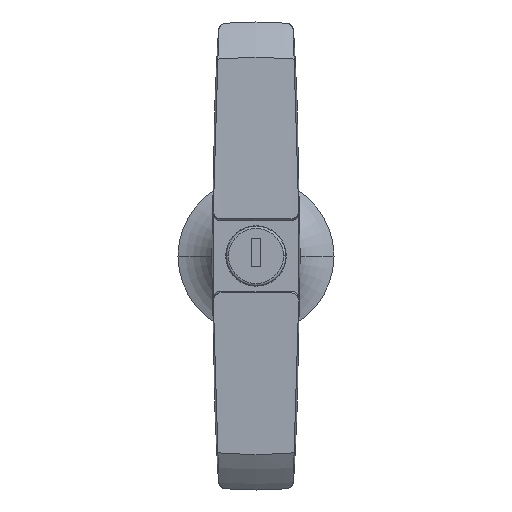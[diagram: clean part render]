
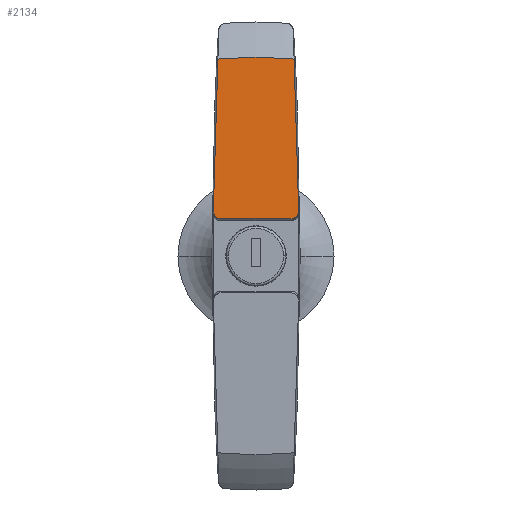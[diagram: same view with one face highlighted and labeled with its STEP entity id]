
A CAD part, top view. The second image highlights one B-rep face of the part: STEP entity #2134.
In plain terms, the highlighted cylindrical face has radius 1000 mm (diameter 2000 mm), a partial arc.
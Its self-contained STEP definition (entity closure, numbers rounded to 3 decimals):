
#4 = CARTESIAN_POINT ( 'NONE',  ( 11.25, 0., -1000. ) ) ;
#42 = CARTESIAN_POINT ( 'NONE',  ( 8.965, -9.478, -0.045 ) ) ;
#182 = CARTESIAN_POINT ( 'NONE',  ( 0., -51.174, -1.31 ) ) ;
#295 = B_SPLINE_CURVE_WITH_KNOTS ( 'NONE', 3,
 ( #1208, #5963, #5141, #4323 ),
 .UNSPECIFIED., .F., .F.,
 ( 4, 4 ),
 ( 0.064, 0.102 ),
 .UNSPECIFIED. ) ;
#298 = LINE ( 'NONE', #7505, #465 ) ;
#312 = CARTESIAN_POINT ( 'NONE',  ( 8.965, -9.478, -0.045 ) ) ;
#361 = CARTESIAN_POINT ( 'NONE',  ( -10.925, -11.419, -0.065 ) ) ;
#400 = CARTESIAN_POINT ( 'NONE',  ( 9.765, -50.476, -1.275 ) ) ;
#465 = VECTOR ( 'NONE', #6672, 1000. ) ;
#495 = CARTESIAN_POINT ( 'NONE',  ( 10.716, -10.622, -0.056 ) ) ;
#552 = CARTESIAN_POINT ( 'NONE',  ( -9.506, -9.556, -0.046 ) ) ;
#624 = ORIENTED_EDGE ( 'NONE', *, *, #4794, .T. ) ;
#675 = VERTEX_POINT ( 'NONE', #7096 ) ;
#1004 = CARTESIAN_POINT ( 'NONE',  ( 6.51, -50.826, -1.292 ) ) ;
#1090 = B_SPLINE_CURVE_WITH_KNOTS ( 'NONE', 3,
 ( #3033, #2204, #1371, #552, #7774, #6940, #6122, #5303, #4479, #3668, #2840, #2008, #1174, #361, #7574, #6740 ),
 .UNSPECIFIED., .F., .F.,
 ( 4, 2, 2, 2, 2, 2, 2, 4 ),
 ( 0., 0., 0.001, 0.002, 0.002, 0.002, 0.003, 0.003 ),
 .UNSPECIFIED. ) ;
#1121 = CARTESIAN_POINT ( 'NONE',  ( 9.104, -9.478, -0.045 ) ) ;
#1174 = CARTESIAN_POINT ( 'NONE',  ( -10.883, -11.148, -0.062 ) ) ;
#1208 = CARTESIAN_POINT ( 'NONE',  ( -10.934, -11.694, -0.068 ) ) ;
#1234 = ORIENTED_EDGE ( 'NONE', *, *, #2663, .T. ) ;
#1314 = CARTESIAN_POINT ( 'NONE',  ( 10.895, -11.146, -0.062 ) ) ;
#1371 = CARTESIAN_POINT ( 'NONE',  ( -9.24, -9.493, -0.045 ) ) ;
#1818 = EDGE_CURVE ( 'NONE', #5228, #5630, #2734, .T. ) ;
#1827 = CARTESIAN_POINT ( 'NONE',  ( 9.765, -50.476, -1.275 ) ) ;
#1938 = EDGE_CURVE ( 'NONE', #5630, #2761, #6436, .T. ) ;
#1949 = CARTESIAN_POINT ( 'NONE',  ( 9.243, -9.494, -0.045 ) ) ;
#2008 = CARTESIAN_POINT ( 'NONE',  ( -10.85, -11.014, -0.061 ) ) ;
#2134 = ADVANCED_FACE ( 'NONE', ( #3449 ), #3649, .T. ) ;
#2154 = CARTESIAN_POINT ( 'NONE',  ( 10.937, -11.417, -0.065 ) ) ;
#2204 = CARTESIAN_POINT ( 'NONE',  ( -9.104, -9.478, -0.045 ) ) ;
#2425 = ORIENTED_EDGE ( 'NONE', *, *, #1818, .T. ) ;
#2591 = AXIS2_PLACEMENT_3D ( 'NONE', #4, #7218, #6400 ) ;
#2663 = EDGE_CURVE ( 'NONE', #6458, #675, #295, .T. ) ;
#2734 = B_SPLINE_CURVE_WITH_KNOTS ( 'NONE', 3,
 ( #6641, #5833, #4999, #4188 ),
 .UNSPECIFIED., .F., .F.,
 ( 4, 4 ),
 ( 0.001, 0.04 ),
 .UNSPECIFIED. ) ;
#2761 = VERTEX_POINT ( 'NONE', #42 ) ;
#2790 = CARTESIAN_POINT ( 'NONE',  ( 9.51, -9.557, -0.046 ) ) ;
#2840 = CARTESIAN_POINT ( 'NONE',  ( -10.761, -10.753, -0.058 ) ) ;
#2844 = EDGE_CURVE ( 'NONE', #2761, #7259, #298, .T. ) ;
#3033 = CARTESIAN_POINT ( 'NONE',  ( -8.965, -9.478, -0.045 ) ) ;
#3303 = EDGE_CURVE ( 'NONE', #5228, #675, #7761, .T. ) ;
#3449 = FACE_OUTER_BOUND ( 'NONE', #4510, .T. ) ;
#3614 = CARTESIAN_POINT ( 'NONE',  ( 9.639, -9.603, -0.046 ) ) ;
#3649 = CYLINDRICAL_SURFACE ( 'NONE', #2591, 1000. ) ;
#3668 = CARTESIAN_POINT ( 'NONE',  ( -10.705, -10.628, -0.056 ) ) ;
#3805 = CARTESIAN_POINT ( 'NONE',  ( 10.934, -11.694, -0.068 ) ) ;
#4188 = CARTESIAN_POINT ( 'NONE',  ( 10.934, -11.694, -0.068 ) ) ;
#4261 = ORIENTED_EDGE ( 'NONE', *, *, #1938, .T. ) ;
#4262 = CARTESIAN_POINT ( 'NONE',  ( -10.934, -11.694, -0.068 ) ) ;
#4323 = CARTESIAN_POINT ( 'NONE',  ( -9.765, -50.476, -1.275 ) ) ;
#4430 = CARTESIAN_POINT ( 'NONE',  ( 9.887, -9.724, -0.047 ) ) ;
#4471 = CARTESIAN_POINT ( 'NONE',  ( 10.934, -11.694, -0.068 ) ) ;
#4479 = CARTESIAN_POINT ( 'NONE',  ( -10.571, -10.388, -0.054 ) ) ;
#4510 = EDGE_LOOP ( 'NONE', ( #2425, #4261, #5021, #624, #1234, #4840 ) ) ;
#4794 = EDGE_CURVE ( 'NONE', #7259, #6458, #1090, .T. ) ;
#4840 = ORIENTED_EDGE ( 'NONE', *, *, #3303, .F. ) ;
#4999 = CARTESIAN_POINT ( 'NONE',  ( 10.787, -24.621, -0.22 ) ) ;
#5021 = ORIENTED_EDGE ( 'NONE', *, *, #2844, .T. ) ;
#5141 = CARTESIAN_POINT ( 'NONE',  ( -10.398, -37.549, -0.621 ) ) ;
#5228 = VERTEX_POINT ( 'NONE', #400 ) ;
#5253 = CARTESIAN_POINT ( 'NONE',  ( 10.004, -9.799, -0.048 ) ) ;
#5303 = CARTESIAN_POINT ( 'NONE',  ( -10.492, -10.273, -0.053 ) ) ;
#5630 = VERTEX_POINT ( 'NONE', #4471 ) ;
#5833 = CARTESIAN_POINT ( 'NONE',  ( 10.398, -37.549, -0.621 ) ) ;
#5963 = CARTESIAN_POINT ( 'NONE',  ( -10.787, -24.621, -0.22 ) ) ;
#6069 = CARTESIAN_POINT ( 'NONE',  ( 10.218, -9.968, -0.05 ) ) ;
#6122 = CARTESIAN_POINT ( 'NONE',  ( -10.228, -9.959, -0.05 ) ) ;
#6400 = DIRECTION ( 'NONE',  ( 0., 0., 1. ) ) ;
#6436 = B_SPLINE_CURVE_WITH_KNOTS ( 'NONE', 3,
 ( #3805, #2154, #1314, #495, #7722, #6883, #6069, #5253, #4430, #3614, #2790, #1949, #1121, #312 ),
 .UNSPECIFIED., .F., .F.,
 ( 4, 2, 2, 2, 2, 2, 4 ),
 ( 0., 0.001, 0.002, 0.002, 0.002, 0.003, 0.003 ),
 .UNSPECIFIED. ) ;
#6458 = VERTEX_POINT ( 'NONE', #4262 ) ;
#6572 = CARTESIAN_POINT ( 'NONE',  ( -9.765, -50.476, -1.275 ) ) ;
#6641 = CARTESIAN_POINT ( 'NONE',  ( 9.765, -50.476, -1.275 ) ) ;
#6650 = CARTESIAN_POINT ( 'NONE',  ( -8.965, -9.478, -0.045 ) ) ;
#6672 = DIRECTION ( 'NONE',  ( -1., 0., 0. ) ) ;
#6740 = CARTESIAN_POINT ( 'NONE',  ( -10.934, -11.694, -0.068 ) ) ;
#6883 = CARTESIAN_POINT ( 'NONE',  ( 10.316, -10.064, -0.051 ) ) ;
#6940 = CARTESIAN_POINT ( 'NONE',  ( -10.008, -9.783, -0.048 ) ) ;
#7096 = CARTESIAN_POINT ( 'NONE',  ( -9.765, -50.476, -1.275 ) ) ;
#7218 = DIRECTION ( 'NONE',  ( -1., 0., 0. ) ) ;
#7259 = VERTEX_POINT ( 'NONE', #6650 ) ;
#7390 = CARTESIAN_POINT ( 'NONE',  ( -6.51, -50.826, -1.292 ) ) ;
#7505 = CARTESIAN_POINT ( 'NONE',  ( 11.25, -9.478, -0.045 ) ) ;
#7574 = CARTESIAN_POINT ( 'NONE',  ( -10.935, -11.556, -0.067 ) ) ;
#7722 = CARTESIAN_POINT ( 'NONE',  ( 10.584, -10.382, -0.054 ) ) ;
#7761 = B_SPLINE_CURVE_WITH_KNOTS ( 'NONE', 3,
 ( #1827, #1004, #182, #7390, #6572 ),
 .UNSPECIFIED., .F., .F.,
 ( 4, 1, 4 ),
 ( 0.001, 0.011, 0.021 ),
 .UNSPECIFIED. ) ;
#7774 = CARTESIAN_POINT ( 'NONE',  ( -9.638, -9.603, -0.046 ) ) ;
